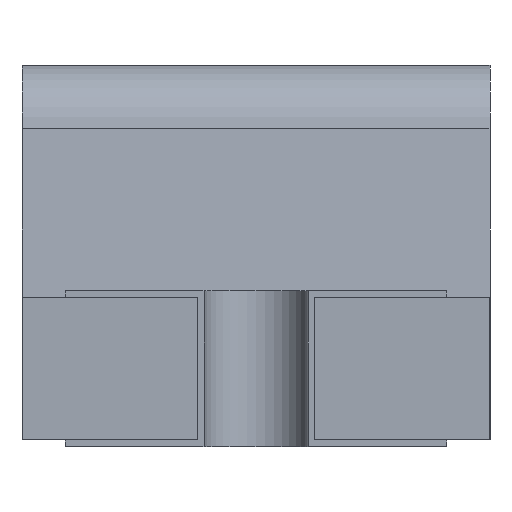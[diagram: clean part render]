
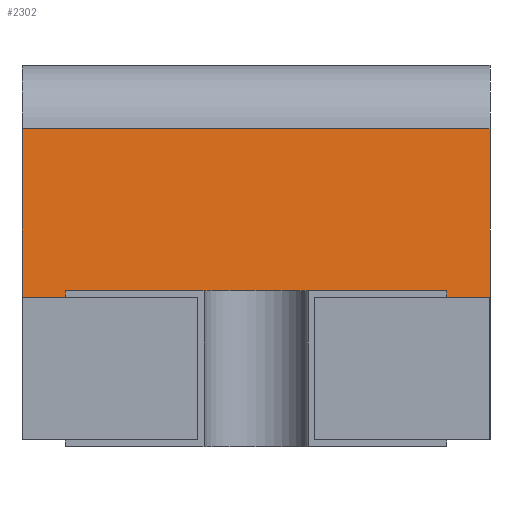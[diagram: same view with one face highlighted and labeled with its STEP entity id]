
A CAD part, left-side view. The second image highlights one B-rep face of the part: STEP entity #2302.
In plain terms, the highlighted planar face has unit normal (-0.996, 0, 0.087).
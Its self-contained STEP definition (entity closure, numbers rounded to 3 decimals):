
#10 = CARTESIAN_POINT ( 'NONE',  ( 0.293, -0.675, 0.917 ) ) ;
#154 = VECTOR ( 'NONE', #650, 1000. ) ;
#180 = CARTESIAN_POINT ( 'NONE',  ( 0.25, -0.675, 0.431 ) ) ;
#245 = LINE ( 'NONE', #180, #2357 ) ;
#258 = VERTEX_POINT ( 'NONE', #955 ) ;
#358 = DIRECTION ( 'NONE',  ( 0., 1., 0. ) ) ;
#384 = VERTEX_POINT ( 'NONE', #1630 ) ;
#572 = DIRECTION ( 'NONE',  ( 0.087, 0., 0.996 ) ) ;
#630 = EDGE_CURVE ( 'NONE', #2084, #258, #2485, .T. ) ;
#648 = EDGE_CURVE ( 'NONE', #2084, #1262, #245, .T. ) ;
#650 = DIRECTION ( 'NONE',  ( 0., 1., 0. ) ) ;
#666 = DIRECTION ( 'NONE',  ( -0.996, 0., 0.087 ) ) ;
#745 = EDGE_CURVE ( 'NONE', #1262, #384, #1865, .T. ) ;
#863 = CARTESIAN_POINT ( 'NONE',  ( 0.293, -0.675, 0.917 ) ) ;
#955 = CARTESIAN_POINT ( 'NONE',  ( 0.25, 0.675, 0.431 ) ) ;
#1212 = DIRECTION ( 'NONE',  ( 0.087, 0., 0.996 ) ) ;
#1251 = VECTOR ( 'NONE', #358, 1000. ) ;
#1252 = LINE ( 'NONE', #1406, #1708 ) ;
#1262 = VERTEX_POINT ( 'NONE', #10 ) ;
#1288 = EDGE_CURVE ( 'NONE', #258, #384, #1252, .T. ) ;
#1391 = AXIS2_PLACEMENT_3D ( 'NONE', #2455, #666, #1654 ) ;
#1406 = CARTESIAN_POINT ( 'NONE',  ( 0.25, 0.675, 0.431 ) ) ;
#1461 = PLANE ( 'NONE',  #1391 ) ;
#1630 = CARTESIAN_POINT ( 'NONE',  ( 0.293, 0.675, 0.917 ) ) ;
#1647 = ORIENTED_EDGE ( 'NONE', *, *, #630, .F. ) ;
#1654 = DIRECTION ( 'NONE',  ( 0.087, 0., 0.996 ) ) ;
#1708 = VECTOR ( 'NONE', #1212, 1000. ) ;
#1865 = LINE ( 'NONE', #863, #154 ) ;
#1883 = ORIENTED_EDGE ( 'NONE', *, *, #648, .T. ) ;
#1983 = CARTESIAN_POINT ( 'NONE',  ( 0.25, -0.675, 0.431 ) ) ;
#2023 = EDGE_LOOP ( 'NONE', ( #2448, #1647, #1883, #2197 ) ) ;
#2084 = VERTEX_POINT ( 'NONE', #1983 ) ;
#2197 = ORIENTED_EDGE ( 'NONE', *, *, #745, .T. ) ;
#2302 = ADVANCED_FACE ( 'NONE', ( #2504 ), #1461, .T. ) ;
#2357 = VECTOR ( 'NONE', #572, 1000. ) ;
#2448 = ORIENTED_EDGE ( 'NONE', *, *, #1288, .F. ) ;
#2455 = CARTESIAN_POINT ( 'NONE',  ( 0.25, -0.675, 0.431 ) ) ;
#2485 = LINE ( 'NONE', #2574, #1251 ) ;
#2504 = FACE_OUTER_BOUND ( 'NONE', #2023, .T. ) ;
#2574 = CARTESIAN_POINT ( 'NONE',  ( 0.25, -0.675, 0.431 ) ) ;
